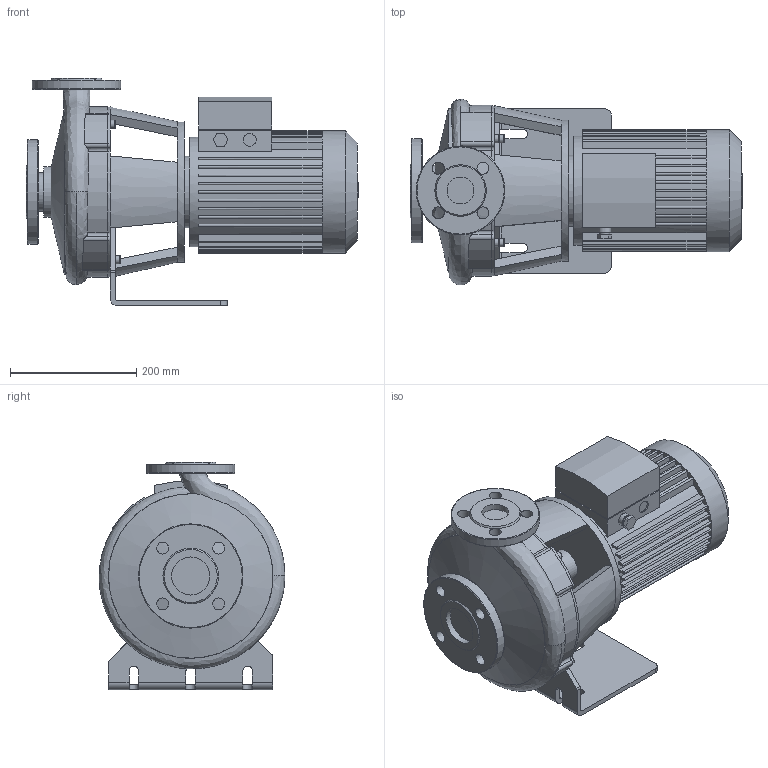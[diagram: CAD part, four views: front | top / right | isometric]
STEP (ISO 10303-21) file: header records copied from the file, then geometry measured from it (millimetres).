
FILE_DESCRIPTION(/* description */ (''),/* implementation_level */ '2;1');
FILE_NAME(/* name */ '3d_BL32_220-1_5_4-2121073.stp',/* time_stamp */ '2017-11-06T15:08:52+01:00',/* author */ ('Andrzej'),/* organization */ (''),/* preprocessor_version */ 'ST-DEVELOPER v16.13',/* originating_system */ 'AutoCAD Mechanical',/* authorisation */ '');
FILE_SCHEMA (('AUTOMOTIVE_DESIGN { 1 0 10303 214 3 1 1 }'));
Length unit declared in the file: millimetre
Products named in the file (1): Product
Bounding box: 525 x 293.99 x 360 mm (x, y, z)
Volume: 15309745.8 mm3; surface area: 1086428.5 mm2
Topology: 9 solids, 9 shells, 467 faces, 1259 edges, 818 vertices
Faces by surface type: plane 274, cylinder 145, bspline 32, torus 8, cone 8
Full cylindrical faces by diameter (mm): 9 x4, 13 x4, 16 x1, 19 x8, 20 x4, 42.4 x1, 50 x1, 60.3 x2, 80.3 x1, 113 x1, 140 x1, 165 x1, 173 x1, 193 x1, 223 x1
Entity records: 17291 total; most frequent: CARTESIAN_POINT 5556, DIRECTION 2438, ORIENTED_EDGE 2412, EDGE_CURVE 1206, AXIS2_PLACEMENT_3D 885, VERTEX_POINT 809, LINE 668, VECTOR 668
